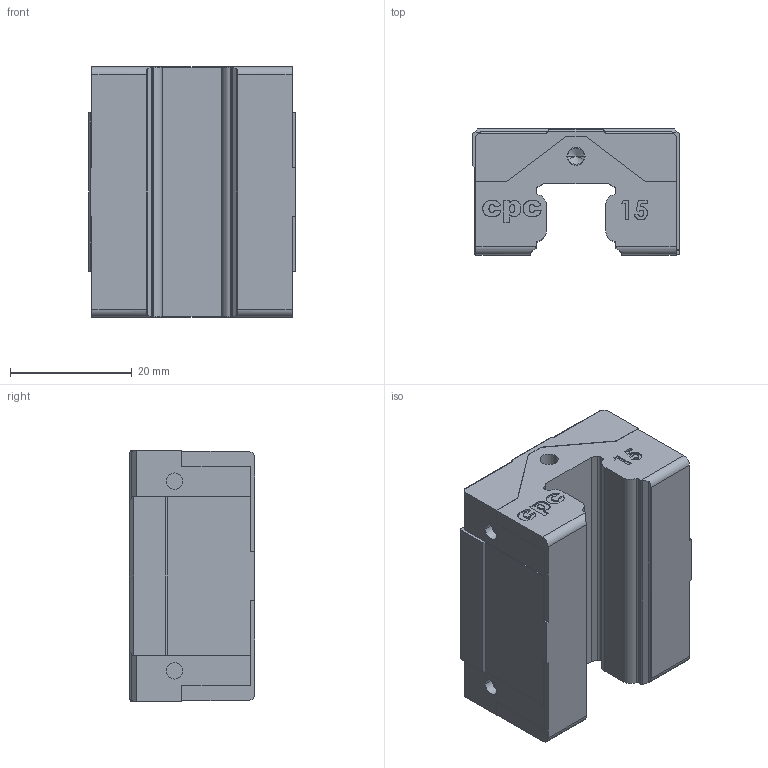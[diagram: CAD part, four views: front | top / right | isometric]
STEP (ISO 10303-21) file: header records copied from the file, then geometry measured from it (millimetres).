
FILE_DESCRIPTION (( 'STEP AP203' ), '1' );
FILE_NAME ('ARC15MS-block_X2.STEP', '2013-10-28T01:37:31', ( 'CPC' ), ( '' ), 'SwSTEP 2.0', 'SolidWorks 2010', '' );
FILE_SCHEMA (( 'CONFIG_CONTROL_DESIGN' ));
Length unit declared in the file: millimetre
Products named in the file (1): ARC15MS-block_X2
Bounding box: 34 x 20.7 x 41.2 mm (x, y, z)
Volume: 22462.9 mm3; surface area: 7021.1 mm2
Topology: 1 solids, 1 shells, 292 faces, 778 edges, 508 vertices
Faces by surface type: plane 144, bspline 74, cylinder 58, cone 16
Entity records: 15040 total; most frequent: CARTESIAN_POINT 8194, ORIENTED_EDGE 1540, DIRECTION 1144, EDGE_CURVE 770, VERTEX_POINT 508, LINE 490, VECTOR 490, AXIS2_PLACEMENT_3D 327
